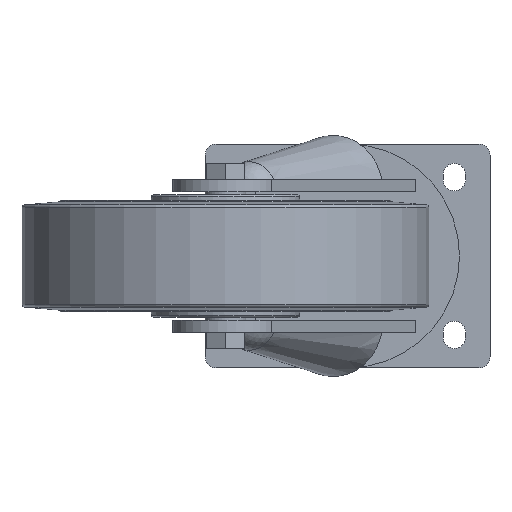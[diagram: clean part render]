
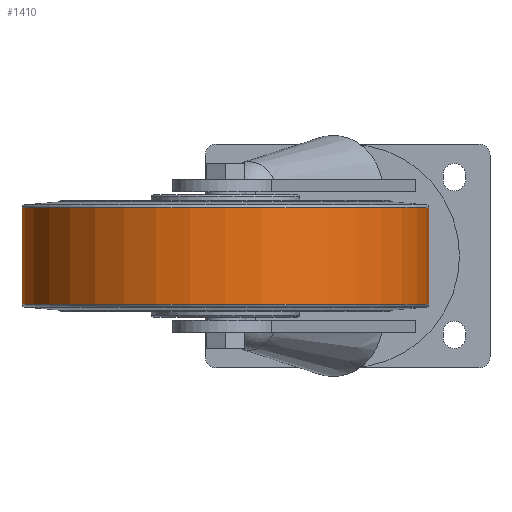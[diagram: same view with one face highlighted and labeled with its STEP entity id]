
A CAD part, front view. The second image highlights one B-rep face of the part: STEP entity #1410.
In plain terms, the highlighted cylindrical face has radius 100 mm (diameter 200 mm), a full revolution.
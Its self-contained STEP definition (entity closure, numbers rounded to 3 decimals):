
#65=CYLINDRICAL_SURFACE('',#1569,100.);
#127=CIRCLE('',#1568,100.);
#128=CIRCLE('',#1570,100.);
#403=ORIENTED_EDGE('',*,*,#644,.T.);
#404=ORIENTED_EDGE('',*,*,#643,.F.);
#643=EDGE_CURVE('',#791,#791,#127,.T.);
#644=EDGE_CURVE('',#792,#792,#128,.T.);
#791=VERTEX_POINT('',#2399);
#792=VERTEX_POINT('',#2402);
#1121=EDGE_LOOP('',(#403));
#1122=EDGE_LOOP('',(#404));
#1263=FACE_BOUND('',#1121,.T.);
#1264=FACE_BOUND('',#1122,.T.);
#1410=ADVANCED_FACE('',(#1263,#1264),#65,.T.);
#1568=AXIS2_PLACEMENT_3D('',#2398,#1924,#1925);
#1569=AXIS2_PLACEMENT_3D('',#2400,#1926,#1927);
#1570=AXIS2_PLACEMENT_3D('',#2401,#1928,#1929);
#1924=DIRECTION('',(0.,0.,-1.));
#1925=DIRECTION('',(-1.,0.,0.));
#1926=DIRECTION('',(0.,0.,-1.));
#1927=DIRECTION('',(-1.,0.,0.));
#1928=DIRECTION('',(0.,0.,-1.));
#1929=DIRECTION('',(-1.,0.,0.));
#2398=CARTESIAN_POINT('',(0.,0.,-23.626));
#2399=CARTESIAN_POINT('',(-100.,0.,-23.626));
#2400=CARTESIAN_POINT('',(0.,0.,-30.));
#2401=CARTESIAN_POINT('',(0.,0.,23.626));
#2402=CARTESIAN_POINT('',(-100.,0.,23.626));
